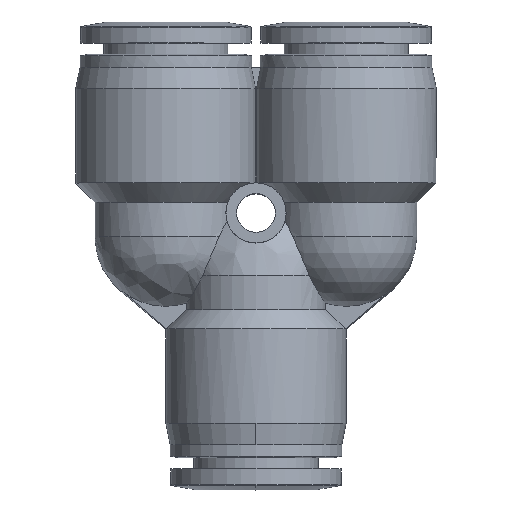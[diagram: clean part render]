
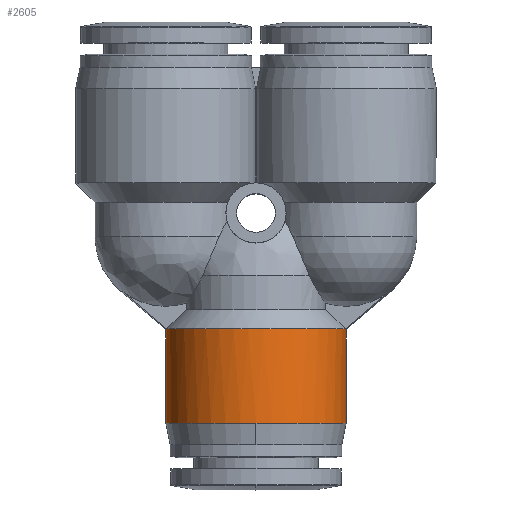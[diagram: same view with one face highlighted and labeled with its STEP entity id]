
A CAD part, top view. The second image highlights one B-rep face of the part: STEP entity #2605.
In plain terms, the highlighted cylindrical face has radius 10.5 mm (diameter 21 mm), a partial arc.
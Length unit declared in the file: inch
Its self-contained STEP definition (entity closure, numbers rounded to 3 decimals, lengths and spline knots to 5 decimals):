
#105 = DIRECTION ( 'NONE',  ( 0., 1., 0. ) ) ;
#253 = DIRECTION ( 'NONE',  ( 0., -1., 0. ) ) ;
#254 = CARTESIAN_POINT ( 'NONE',  ( -0.40915, -0.5315, 0.05906 ) ) ;
#481 = CARTESIAN_POINT ( 'NONE',  ( -0.41339, -0.96457, 0. ) ) ;
#484 = AXIS2_PLACEMENT_3D ( 'NONE', #2780, #2746, #2731 ) ;
#727 = EDGE_CURVE ( 'NONE', #5551, #1885, #4816, .T. ) ;
#864 = CARTESIAN_POINT ( 'NONE',  ( -0.40915, -0.5315, 0.05906 ) ) ;
#1141 = EDGE_CURVE ( 'NONE', #5501, #5487, #2473, .T. ) ;
#1377 = CARTESIAN_POINT ( 'NONE',  ( 0.41339, -0.5315, 0. ) ) ;
#1492 = LINE ( 'NONE', #3357, #2606 ) ;
#1534 = EDGE_CURVE ( 'NONE', #1885, #5717, #1492, .T. ) ;
#1582 = EDGE_CURVE ( 'NONE', #2904, #5551, #5883, .T. ) ;
#1707 = CARTESIAN_POINT ( 'NONE',  ( 0.41339, -0.5315, 0.01978 ) ) ;
#1729 = CIRCLE ( 'NONE', #2936, 0.41339 ) ;
#1872 = CARTESIAN_POINT ( 'NONE',  ( 0., -0.96457, 0.41339 ) ) ;
#1885 = VERTEX_POINT ( 'NONE', #481 ) ;
#1923 = LINE ( 'NONE', #3714, #4268 ) ;
#2017 = AXIS2_PLACEMENT_3D ( 'NONE', #3044, #253, #3515 ) ;
#2112 = DIRECTION ( 'NONE',  ( 0., -1., 0. ) ) ;
#2240 = DIRECTION ( 'NONE',  ( 0., 1., 0. ) ) ;
#2329 = ORIENTED_EDGE ( 'NONE', *, *, #1141, .T. ) ;
#2473 = B_SPLINE_CURVE_WITH_KNOTS ( 'NONE', 3,
 ( #4986, #1707, #4512, #5458 ),
 .UNSPECIFIED., .F., .F.,
 ( 4, 4 ),
 ( 0.0015, 0.00301 ),
 .UNSPECIFIED. ) ;
#2605 = ADVANCED_FACE ( 'NONE', ( #4935 ), #3091, .T. ) ;
#2606 = VECTOR ( 'NONE', #105, 39.37008 ) ;
#2610 = CARTESIAN_POINT ( 'NONE',  ( -0.41339, -0.5315, 0.01976 ) ) ;
#2731 = DIRECTION ( 'NONE',  ( -1., 0., 0. ) ) ;
#2746 = DIRECTION ( 'NONE',  ( 0., -1., 0. ) ) ;
#2780 = CARTESIAN_POINT ( 'NONE',  ( 0., -0.96457, 0. ) ) ;
#2904 = VERTEX_POINT ( 'NONE', #5812 ) ;
#2936 = AXIS2_PLACEMENT_3D ( 'NONE', #4923, #2112, #5391 ) ;
#3044 = CARTESIAN_POINT ( 'NONE',  ( 0., -0.96457, 0. ) ) ;
#3091 = CYLINDRICAL_SURFACE ( 'NONE', #4153, 0.41339 ) ;
#3139 = EDGE_CURVE ( 'NONE', #2904, #5501, #1923, .T. ) ;
#3357 = CARTESIAN_POINT ( 'NONE',  ( -0.41339, -0.74803, 0. ) ) ;
#3515 = DIRECTION ( 'NONE',  ( -1., 0., 0. ) ) ;
#3532 = EDGE_CURVE ( 'NONE', #5484, #5717, #5210, .T. ) ;
#3535 = CARTESIAN_POINT ( 'NONE',  ( -0.41339, -0.5315, 0. ) ) ;
#3714 = CARTESIAN_POINT ( 'NONE',  ( 0.41339, -0.74803, 0. ) ) ;
#4039 = ORIENTED_EDGE ( 'NONE', *, *, #1582, .F. ) ;
#4153 = AXIS2_PLACEMENT_3D ( 'NONE', #5522, #2240, #5540 ) ;
#4193 = DIRECTION ( 'NONE',  ( 0., 1., 0. ) ) ;
#4245 = ORIENTED_EDGE ( 'NONE', *, *, #1534, .F. ) ;
#4268 = VECTOR ( 'NONE', #4193, 39.37008 ) ;
#4512 = CARTESIAN_POINT ( 'NONE',  ( 0.41197, -0.5315, 0.03947 ) ) ;
#4638 = ORIENTED_EDGE ( 'NONE', *, *, #4922, .T. ) ;
#4816 = CIRCLE ( 'NONE', #484, 0.41339 ) ;
#4922 = EDGE_CURVE ( 'NONE', #5487, #5484, #1729, .T. ) ;
#4923 = CARTESIAN_POINT ( 'NONE',  ( 0., -0.5315, 0. ) ) ;
#4934 = EDGE_LOOP ( 'NONE', ( #4039, #4987, #2329, #4638, #5978, #4245, #5291 ) ) ;
#4935 = FACE_OUTER_BOUND ( 'NONE', #4934, .T. ) ;
#4966 = CARTESIAN_POINT ( 'NONE',  ( -0.41197, -0.5315, 0.0395 ) ) ;
#4986 = CARTESIAN_POINT ( 'NONE',  ( 0.41339, -0.5315, 0. ) ) ;
#4987 = ORIENTED_EDGE ( 'NONE', *, *, #3139, .T. ) ;
#5210 = B_SPLINE_CURVE_WITH_KNOTS ( 'NONE', 3,
 ( #254, #4966, #2610, #5885 ),
 .UNSPECIFIED., .F., .F.,
 ( 4, 4 ),
 ( -0.0015, 0. ),
 .UNSPECIFIED. ) ;
#5291 = ORIENTED_EDGE ( 'NONE', *, *, #727, .F. ) ;
#5391 = DIRECTION ( 'NONE',  ( -1., 0., 0. ) ) ;
#5458 = CARTESIAN_POINT ( 'NONE',  ( 0.40915, -0.5315, 0.05906 ) ) ;
#5484 = VERTEX_POINT ( 'NONE', #864 ) ;
#5487 = VERTEX_POINT ( 'NONE', #5577 ) ;
#5501 = VERTEX_POINT ( 'NONE', #1377 ) ;
#5522 = CARTESIAN_POINT ( 'NONE',  ( 0., -0.74803, 0. ) ) ;
#5540 = DIRECTION ( 'NONE',  ( -1., 0., 0. ) ) ;
#5551 = VERTEX_POINT ( 'NONE', #1872 ) ;
#5577 = CARTESIAN_POINT ( 'NONE',  ( 0.40915, -0.5315, 0.05906 ) ) ;
#5717 = VERTEX_POINT ( 'NONE', #3535 ) ;
#5812 = CARTESIAN_POINT ( 'NONE',  ( 0.41339, -0.96457, 0. ) ) ;
#5883 = CIRCLE ( 'NONE', #2017, 0.41339 ) ;
#5885 = CARTESIAN_POINT ( 'NONE',  ( -0.41339, -0.5315, 0. ) ) ;
#5978 = ORIENTED_EDGE ( 'NONE', *, *, #3532, .T. ) ;
